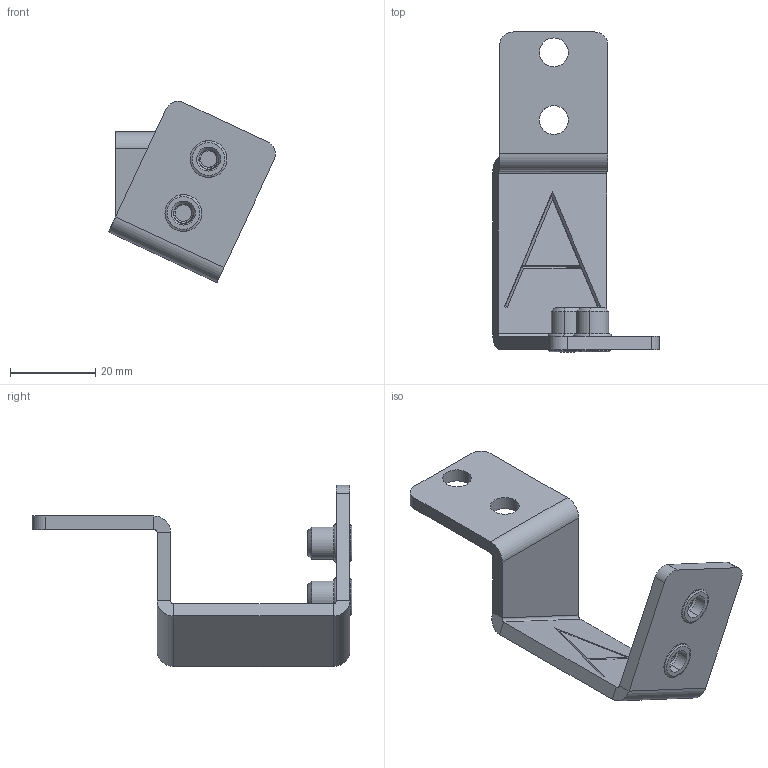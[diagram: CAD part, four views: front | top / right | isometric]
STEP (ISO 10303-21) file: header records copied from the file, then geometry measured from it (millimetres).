
FILE_DESCRIPTION (( 'STEP AP214' ), '1' );
FILE_NAME ('am-5113_A.STEP', '2023-08-30T13:22:56', ( '' ), ( '' ), 'SwSTEP 2.0', 'SolidWorks 2022', '' );
FILE_SCHEMA (( 'AUTOMOTIVE_DESIGN' ));
Length unit declared in the file: inch
Products named in the file (3): ip-5113_A Under-Border Bracket Left; am-1454 10-32 Low Profile STEEL RIVET NUT 0125675_93483A661; am-5113_A
Assembly tree (3 placements, depth 2):
  am-5113_A
    ip-5113_A Under-Border Bracket Left
    am-1454 10-32 Low Profile STEEL RIVET NUT 0125675_93483A661  x2
Bounding box: 39.1 x 74.98 x 42.44 mm (x, y, z)
Volume: 11134.1 mm3; surface area: 9087.9 mm2
Topology: 3 solids, 3 shells, 139 faces, 333 edges, 203 vertices
Faces by surface type: cylinder 68, plane 41, cone 20, bspline 6, torus 4
Entity records: 6949 total; most frequent: CARTESIAN_POINT 4692, ORIENTED_EDGE 454, DIRECTION 442, EDGE_CURVE 227, AXIS2_PLACEMENT_3D 162, VERTEX_POINT 137, VECTOR 118, LINE 118
